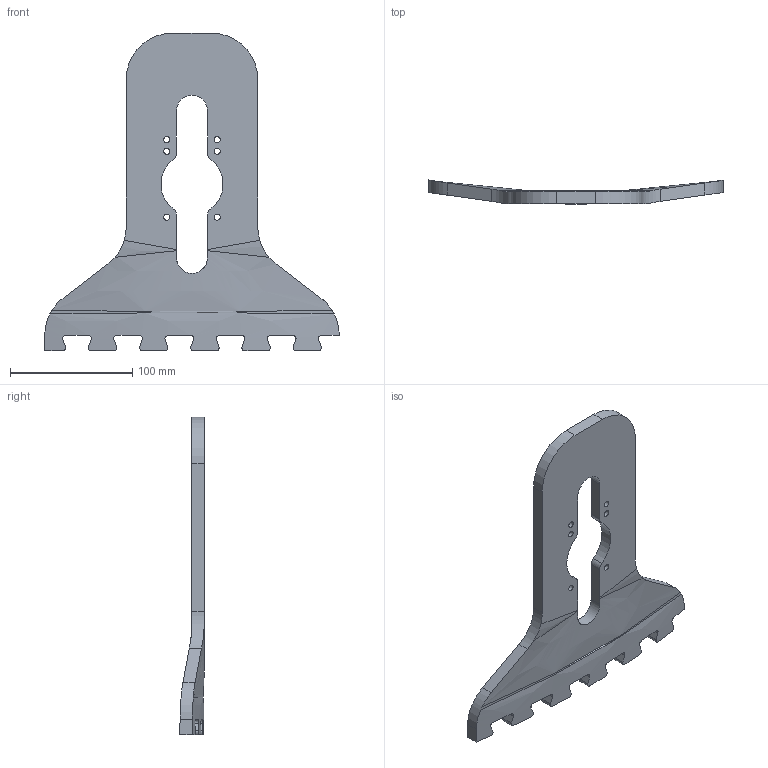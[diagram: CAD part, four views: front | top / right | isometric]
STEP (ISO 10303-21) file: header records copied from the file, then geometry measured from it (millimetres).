
FILE_DESCRIPTION(/* description */ (''),/* implementation_level */ '2;1');
FILE_NAME(/* name */ 'nose.stp',/* time_stamp */ '2024-09-03T23:08:15-07:00',/* author */ ('devan'),/* organization */ (''),/* preprocessor_version */ 'ST-DEVELOPER v20',/* originating_system */ 'Autodesk Inventor 2025',/* authorisation */ '');
FILE_SCHEMA (('AUTOMOTIVE_DESIGN { 1 0 10303 214 3 1 1 }'));
Length unit declared in the file: inch
Products named in the file (1): 36
Bounding box: 241.3 x 19.86 x 260.35 mm (x, y, z)
Volume: 290726.1 mm3; surface area: 72843.5 mm2
Topology: 1 solids, 1 shells, 97 faces, 292 edges, 196 vertices
Faces by surface type: plane 44, cylinder 42, bspline 9, torus 2
Full cylindrical faces by diameter (mm): 5 x6
Entity records: 4541 total; most frequent: CARTESIAN_POINT 2129, ORIENTED_EDGE 584, DIRECTION 356, EDGE_CURVE 292, VERTEX_POINT 196, B_SPLINE_CURVE_WITH_KNOTS 152, AXIS2_PLACEMENT_3D 127, EDGE_LOOP 110
